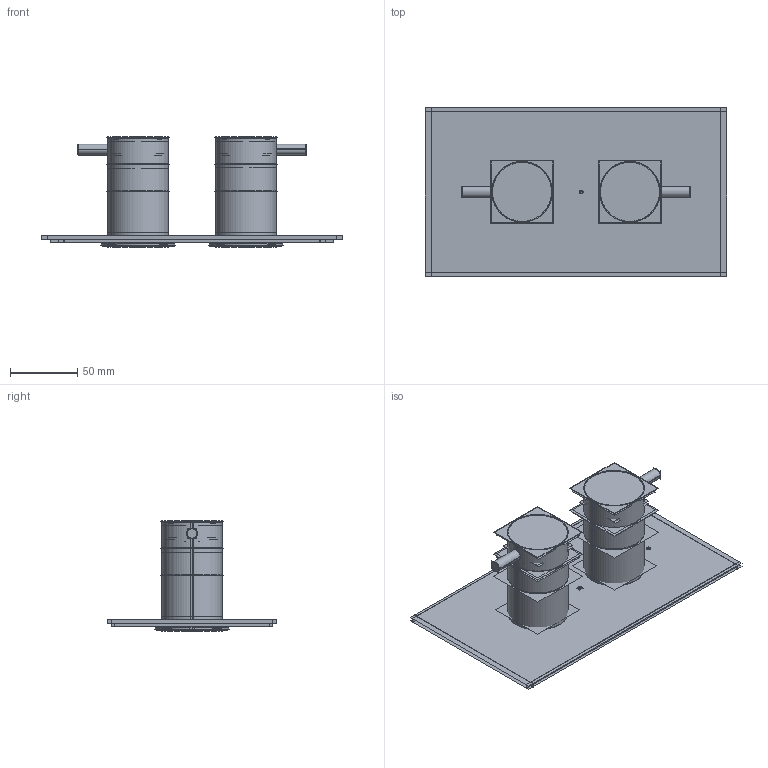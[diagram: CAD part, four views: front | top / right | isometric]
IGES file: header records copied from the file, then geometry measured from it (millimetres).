
Start section:  PTC IGES file: PRO1510LBPC.igs
Global section: file name: PRO1510LBPC.igs; native system: Pro/ENGINEER by Parametric Technology Corporation; preprocessor: 2009360; author: user152; organization: Unknown; date: 20200311.095834; units: millimetre
Bounding box: 223.6 x 124.8 x 81.71 mm (x, y, z)
Volume: 147551.2 mm3; surface area: 846521.8 mm2
Topology: 29 solids, 41 shells, 1896 faces, 9786 edges, 12642 vertices
Faces by surface type: revolution 1026, bspline 870
